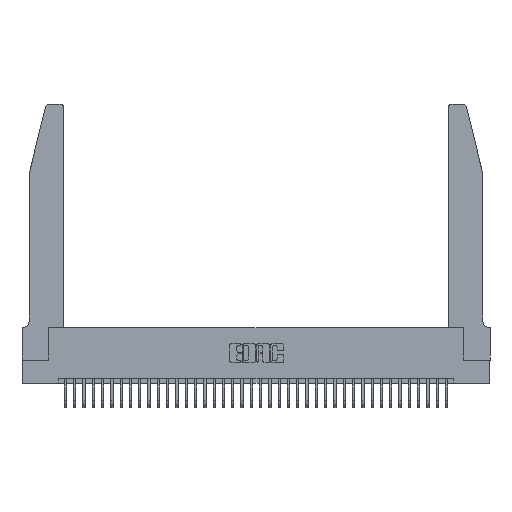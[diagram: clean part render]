
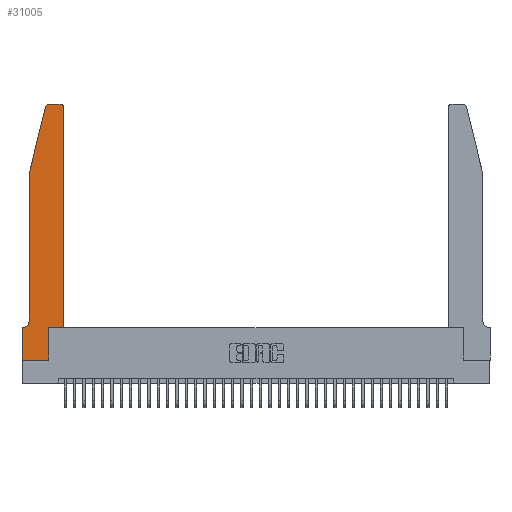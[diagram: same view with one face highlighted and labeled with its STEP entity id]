
A CAD part, top view. The second image highlights one B-rep face of the part: STEP entity #31005.
In plain terms, the highlighted planar face has unit normal (0, 0, 1).
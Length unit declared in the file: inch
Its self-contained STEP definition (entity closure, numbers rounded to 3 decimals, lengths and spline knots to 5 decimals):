
#159 = VERTEX_POINT ( 'NONE', #32085 ) ;
#265 = DIRECTION ( 'NONE',  ( -1., 0., 0. ) ) ;
#317 = CARTESIAN_POINT ( 'NONE',  ( 0.4205, 2.75, 0.37 ) ) ;
#770 = DIRECTION ( 'NONE',  ( -1., 0., 0. ) ) ;
#1656 = CARTESIAN_POINT ( 'NONE',  ( 0.4505, 0.35, 0.37 ) ) ;
#2032 = ORIENTED_EDGE ( 'NONE', *, *, #14564, .T. ) ;
#2847 = VERTEX_POINT ( 'NONE', #31174 ) ;
#3102 = CIRCLE ( 'NONE', #34481, 0.03 ) ;
#3130 = VECTOR ( 'NONE', #3434, 39.37008 ) ;
#3138 = CARTESIAN_POINT ( 'NONE',  ( 0.284, 2.75, 0.37 ) ) ;
#3434 = DIRECTION ( 'NONE',  ( 0., 1., 0. ) ) ;
#5456 = DIRECTION ( 'NONE',  ( 0., 1., 0. ) ) ;
#5467 = EDGE_CURVE ( 'NONE', #21359, #15621, #21818, .T. ) ;
#5717 = ORIENTED_EDGE ( 'NONE', *, *, #32053, .T. ) ;
#5718 = VERTEX_POINT ( 'NONE', #32366 ) ;
#6395 = EDGE_CURVE ( 'NONE', #159, #38771, #9603, .T. ) ;
#6489 = DIRECTION ( 'NONE',  ( 0., -1., 0. ) ) ;
#6867 = LINE ( 'NONE', #10811, #18352 ) ;
#8882 = LINE ( 'NONE', #9675, #3130 ) ;
#9037 = DIRECTION ( 'NONE',  ( -1., 0., 0. ) ) ;
#9603 = CIRCLE ( 'NONE', #33357, 0.03 ) ;
#9675 = CARTESIAN_POINT ( 'NONE',  ( 0.4505, 0.35, 0.37 ) ) ;
#10287 = LINE ( 'NONE', #23312, #38887 ) ;
#10357 = DIRECTION ( 'NONE',  ( 0., 0., 1. ) ) ;
#10811 = CARTESIAN_POINT ( 'NONE',  ( 0.2865, 0.35, 0.37 ) ) ;
#11250 = LINE ( 'NONE', #13390, #32167 ) ;
#12293 = PLANE ( 'NONE',  #37982 ) ;
#12785 = CARTESIAN_POINT ( 'NONE',  ( 0., 0., 0.37 ) ) ;
#12884 = LINE ( 'NONE', #12785, #17698 ) ;
#13204 = FACE_OUTER_BOUND ( 'NONE', #25682, .T. ) ;
#13299 = CARTESIAN_POINT ( 'NONE',  ( 0.0055, 0.42, 0.37 ) ) ;
#13390 = CARTESIAN_POINT ( 'NONE',  ( 0.0755, 2., 0.37 ) ) ;
#13731 = VERTEX_POINT ( 'NONE', #36078 ) ;
#14019 = EDGE_CURVE ( 'NONE', #18928, #21359, #10287, .T. ) ;
#14336 = ORIENTED_EDGE ( 'NONE', *, *, #28144, .T. ) ;
#14564 = EDGE_CURVE ( 'NONE', #22278, #31766, #3102, .T. ) ;
#14567 = EDGE_CURVE ( 'NONE', #5718, #2847, #6867, .T. ) ;
#15137 = CARTESIAN_POINT ( 'NONE',  ( 0.0755, 2., 0.37 ) ) ;
#15423 = VERTEX_POINT ( 'NONE', #1656 ) ;
#15621 = VERTEX_POINT ( 'NONE', #36626 ) ;
#15717 = DIRECTION ( 'NONE',  ( 1., 0., 0. ) ) ;
#15807 = DIRECTION ( 'NONE',  ( -0.239, -0.971, 0. ) ) ;
#16582 = CARTESIAN_POINT ( 'NONE',  ( 0.4505, 0.35, 0.37 ) ) ;
#16965 = ORIENTED_EDGE ( 'NONE', *, *, #23977, .T. ) ;
#17149 = LINE ( 'NONE', #30846, #30022 ) ;
#17465 = ORIENTED_EDGE ( 'NONE', *, *, #14567, .T. ) ;
#17659 = ORIENTED_EDGE ( 'NONE', *, *, #28213, .T. ) ;
#17698 = VECTOR ( 'NONE', #6489, 39.37008 ) ;
#18352 = VECTOR ( 'NONE', #5456, 39.37008 ) ;
#18666 = CARTESIAN_POINT ( 'NONE',  ( 0., 0.35, 0.37 ) ) ;
#18928 = VERTEX_POINT ( 'NONE', #15137 ) ;
#19999 = DIRECTION ( 'NONE',  ( 0., 0., 1. ) ) ;
#21359 = VERTEX_POINT ( 'NONE', #25883 ) ;
#21373 = ORIENTED_EDGE ( 'NONE', *, *, #14019, .T. ) ;
#21491 = DIRECTION ( 'NONE',  ( 0., 0., 1. ) ) ;
#21796 = EDGE_CURVE ( 'NONE', #13731, #5718, #17149, .T. ) ;
#21818 = CIRCLE ( 'NONE', #23982, 0.07 ) ;
#21830 = EDGE_CURVE ( 'NONE', #38771, #22278, #23868, .T. ) ;
#21883 = ORIENTED_EDGE ( 'NONE', *, *, #21830, .T. ) ;
#22278 = VERTEX_POINT ( 'NONE', #3138 ) ;
#22693 = CARTESIAN_POINT ( 'NONE',  ( 0., 0.35, 0.37 ) ) ;
#23312 = CARTESIAN_POINT ( 'NONE',  ( 0.0755, 2., 0.37 ) ) ;
#23868 = LINE ( 'NONE', #25171, #37123 ) ;
#23977 = EDGE_CURVE ( 'NONE', #15423, #159, #8882, .T. ) ;
#23982 = AXIS2_PLACEMENT_3D ( 'NONE', #13299, #35243, #9037 ) ;
#24380 = VECTOR ( 'NONE', #265, 39.37008 ) ;
#25171 = CARTESIAN_POINT ( 'NONE',  ( 0.2605, 2.75, 0.37 ) ) ;
#25288 = DIRECTION ( 'NONE',  ( 1., 0., 0. ) ) ;
#25682 = EDGE_LOOP ( 'NONE', ( #21883, #2032, #38837, #21373, #39215, #14336, #17659, #26331, #17465, #5717, #16965, #36326 ) ) ;
#25768 = LINE ( 'NONE', #36738, #24380 ) ;
#25778 = DIRECTION ( 'NONE',  ( 1., 0., 0. ) ) ;
#25883 = CARTESIAN_POINT ( 'NONE',  ( 0.0755, 0.42, 0.37 ) ) ;
#26331 = ORIENTED_EDGE ( 'NONE', *, *, #21796, .T. ) ;
#27910 = CARTESIAN_POINT ( 'NONE',  ( 0.25487, 2.72718, 0.37 ) ) ;
#28144 = EDGE_CURVE ( 'NONE', #15621, #35925, #25768, .T. ) ;
#28213 = EDGE_CURVE ( 'NONE', #35925, #13731, #12884, .T. ) ;
#28746 = DIRECTION ( 'NONE',  ( 0., -1., 0. ) ) ;
#29736 = DIRECTION ( 'NONE',  ( 1., 0., 0. ) ) ;
#30022 = VECTOR ( 'NONE', #15717, 39.37008 ) ;
#30106 = CARTESIAN_POINT ( 'NONE',  ( 0.4205, 2.72, 0.37 ) ) ;
#30846 = CARTESIAN_POINT ( 'NONE',  ( 0., 0., 0.37 ) ) ;
#31005 = ADVANCED_FACE ( 'NONE', ( #13204 ), #12293, .T. ) ;
#31174 = CARTESIAN_POINT ( 'NONE',  ( 0.2865, 0.35, 0.37 ) ) ;
#31185 = VECTOR ( 'NONE', #25778, 39.37008 ) ;
#31642 = LINE ( 'NONE', #16582, #31185 ) ;
#31766 = VERTEX_POINT ( 'NONE', #27910 ) ;
#31885 = EDGE_CURVE ( 'NONE', #31766, #18928, #11250, .T. ) ;
#32053 = EDGE_CURVE ( 'NONE', #2847, #15423, #31642, .T. ) ;
#32085 = CARTESIAN_POINT ( 'NONE',  ( 0.4505, 2.72, 0.37 ) ) ;
#32167 = VECTOR ( 'NONE', #15807, 39.37008 ) ;
#32366 = CARTESIAN_POINT ( 'NONE',  ( 0.2865, 0., 0.37 ) ) ;
#33357 = AXIS2_PLACEMENT_3D ( 'NONE', #30106, #10357, #25288 ) ;
#33418 = DIRECTION ( 'NONE',  ( 1., 0., 0. ) ) ;
#34481 = AXIS2_PLACEMENT_3D ( 'NONE', #35572, #19999, #29736 ) ;
#35243 = DIRECTION ( 'NONE',  ( 0., 0., -1. ) ) ;
#35572 = CARTESIAN_POINT ( 'NONE',  ( 0.284, 2.72, 0.37 ) ) ;
#35925 = VERTEX_POINT ( 'NONE', #22693 ) ;
#36078 = CARTESIAN_POINT ( 'NONE',  ( 0., 0., 0.37 ) ) ;
#36326 = ORIENTED_EDGE ( 'NONE', *, *, #6395, .T. ) ;
#36626 = CARTESIAN_POINT ( 'NONE',  ( 0.0055, 0.35, 0.37 ) ) ;
#36738 = CARTESIAN_POINT ( 'NONE',  ( 0.0755, 0.35, 0.37 ) ) ;
#37123 = VECTOR ( 'NONE', #770, 39.37008 ) ;
#37982 = AXIS2_PLACEMENT_3D ( 'NONE', #18666, #21491, #33418 ) ;
#38771 = VERTEX_POINT ( 'NONE', #317 ) ;
#38837 = ORIENTED_EDGE ( 'NONE', *, *, #31885, .T. ) ;
#38887 = VECTOR ( 'NONE', #28746, 39.37008 ) ;
#39215 = ORIENTED_EDGE ( 'NONE', *, *, #5467, .T. ) ;
